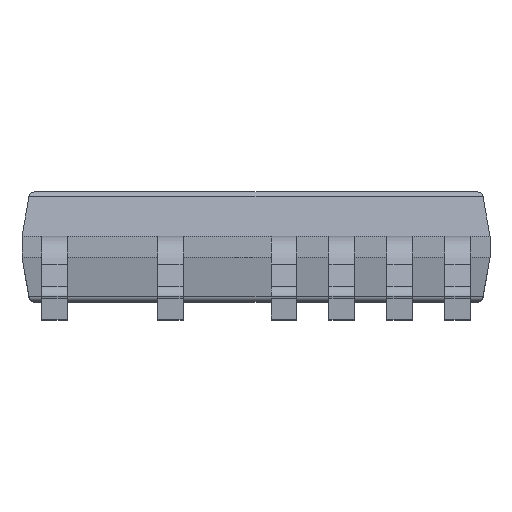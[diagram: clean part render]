
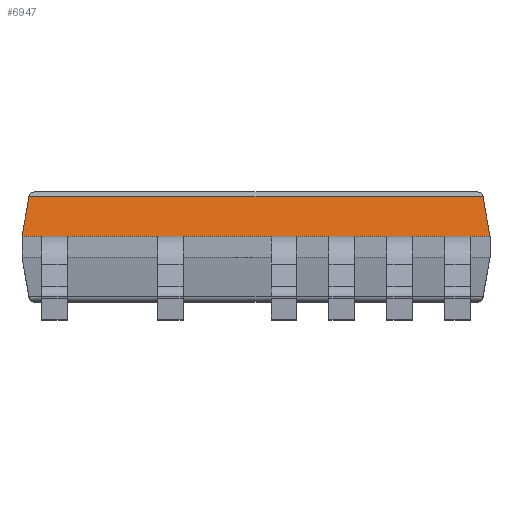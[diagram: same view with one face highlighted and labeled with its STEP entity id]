
A CAD part, top view. The second image highlights one B-rep face of the part: STEP entity #6947.
In plain terms, the highlighted planar face has unit normal (0, 0.174, 0.985).
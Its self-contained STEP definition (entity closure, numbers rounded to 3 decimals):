
#421 = EDGE_CURVE ( 'NONE', #6474, #6176, #4698, .T. ) ;
#629 = LINE ( 'NONE', #6913, #3432 ) ;
#804 = FACE_OUTER_BOUND ( 'NONE', #4147, .T. ) ;
#816 = VERTEX_POINT ( 'NONE', #2475 ) ;
#853 = CARTESIAN_POINT ( 'NONE',  ( -2.019, 0.09, 1.5 ) ) ;
#1004 = EDGE_CURVE ( 'NONE', #6176, #5854, #5803, .T. ) ;
#1255 = PLANE ( 'NONE',  #3168 ) ;
#1410 = DIRECTION ( 'NONE',  ( 0.171, -0.97, 0.171 ) ) ;
#1776 = VECTOR ( 'NONE', #5064, 1000. ) ;
#1871 = DIRECTION ( 'NONE',  ( 0., -0.985, 0.174 ) ) ;
#2475 = CARTESIAN_POINT ( 'NONE',  ( 1.959, 0.432, 1.44 ) ) ;
#2525 = VECTOR ( 'NONE', #1410, 1000. ) ;
#2588 = ORIENTED_EDGE ( 'NONE', *, *, #421, .T. ) ;
#3168 = AXIS2_PLACEMENT_3D ( 'NONE', #5739, #6880, #1871 ) ;
#3432 = VECTOR ( 'NONE', #5940, 1000. ) ;
#3450 = EDGE_CURVE ( 'NONE', #816, #5854, #5262, .T. ) ;
#3661 = DIRECTION ( 'NONE',  ( -0.171, -0.97, 0.171 ) ) ;
#3679 = CARTESIAN_POINT ( 'NONE',  ( 2.019, 0.09, 1.5 ) ) ;
#3709 = ORIENTED_EDGE ( 'NONE', *, *, #1004, .T. ) ;
#4060 = ORIENTED_EDGE ( 'NONE', *, *, #3450, .F. ) ;
#4147 = EDGE_LOOP ( 'NONE', ( #4060, #6050, #2588, #3709 ) ) ;
#4698 = LINE ( 'NONE', #853, #6885 ) ;
#4878 = CARTESIAN_POINT ( 'NONE',  ( -2.019, 0.09, 1.5 ) ) ;
#5064 = DIRECTION ( 'NONE',  ( 1., 0., 0. ) ) ;
#5262 = LINE ( 'NONE', #3679, #2525 ) ;
#5739 = CARTESIAN_POINT ( 'NONE',  ( -2.019, 0.09, 1.5 ) ) ;
#5803 = LINE ( 'NONE', #6098, #1776 ) ;
#5854 = VERTEX_POINT ( 'NONE', #6726 ) ;
#5940 = DIRECTION ( 'NONE',  ( -1., 0., 0. ) ) ;
#6050 = ORIENTED_EDGE ( 'NONE', *, *, #6530, .T. ) ;
#6098 = CARTESIAN_POINT ( 'NONE',  ( 2.019, 0.09, 1.5 ) ) ;
#6176 = VERTEX_POINT ( 'NONE', #4878 ) ;
#6474 = VERTEX_POINT ( 'NONE', #6961 ) ;
#6530 = EDGE_CURVE ( 'NONE', #816, #6474, #629, .T. ) ;
#6726 = CARTESIAN_POINT ( 'NONE',  ( 2.019, 0.09, 1.5 ) ) ;
#6880 = DIRECTION ( 'NONE',  ( 0., 0.174, 0.985 ) ) ;
#6885 = VECTOR ( 'NONE', #3661, 1000. ) ;
#6913 = CARTESIAN_POINT ( 'NONE',  ( -1.952, 0.432, 1.44 ) ) ;
#6947 = ADVANCED_FACE ( 'NONE', ( #804 ), #1255, .T. ) ;
#6961 = CARTESIAN_POINT ( 'NONE',  ( -1.959, 0.432, 1.44 ) ) ;
